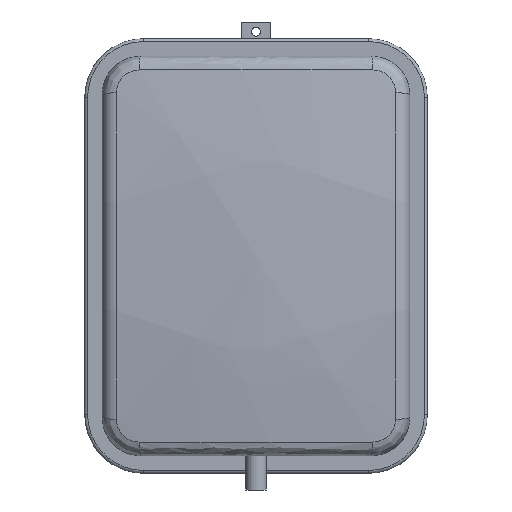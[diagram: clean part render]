
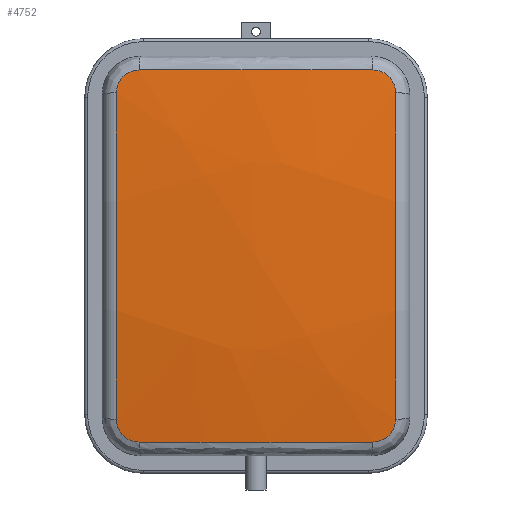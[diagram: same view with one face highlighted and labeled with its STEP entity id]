
A CAD part, front view. The second image highlights one B-rep face of the part: STEP entity #4752.
In plain terms, the highlighted free-form (B-spline) face has degree [2, 2] with [3, 3] control points.
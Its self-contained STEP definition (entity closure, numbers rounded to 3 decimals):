
#45=B_SPLINE_CURVE_WITH_KNOTS('',3,(#8865,#8866,#8867,#8868,#8869,#8870,
#8871,#8872,#8873,#8874),.UNSPECIFIED.,.F.,.F.,(4,1,1,1,1,1,1,4),(0.,
0.517,1.034,1.551,2.068,2.585,
3.102,3.619),.UNSPECIFIED.);
#46=B_SPLINE_CURVE_WITH_KNOTS('',3,(#8922,#8923,#8924,#8925,#8926),
 .UNSPECIFIED.,.F.,.F.,(4,1,4),(0.,10.126,23.626),
 .UNSPECIFIED.);
#47=B_SPLINE_CURVE_WITH_KNOTS('',3,(#9029,#9030,#9031,#9032,#9033,#9034,
#9035,#9036,#9037,#9038),.UNSPECIFIED.,.F.,.F.,(4,1,1,1,1,1,1,4),(0.,0.517,
1.034,1.551,2.068,2.585,3.102,
3.619),.UNSPECIFIED.);
#48=B_SPLINE_CURVE_WITH_KNOTS('',3,(#9145,#9146,#9147,#9148,#9149,#9150,
#9151,#9152,#9153,#9154),.UNSPECIFIED.,.F.,.F.,(4,1,1,1,1,1,1,4),(0.,0.517,
1.034,1.551,2.068,2.585,3.102,
3.619),.UNSPECIFIED.);
#49=B_SPLINE_CURVE_WITH_KNOTS('',3,(#9202,#9203,#9204,#9205,#9206),
 .UNSPECIFIED.,.F.,.F.,(4,1,4),(0.,13.501,23.626),
 .UNSPECIFIED.);
#50=B_SPLINE_CURVE_WITH_KNOTS('',3,(#9307,#9308,#9309,#9310,#9311,#9312,
#9313,#9314,#9315,#9316),.UNSPECIFIED.,.F.,.F.,(4,1,1,1,1,1,1,4),(0.,0.517,
1.034,1.551,2.068,2.585,3.102,
3.619),.UNSPECIFIED.);
#71=(
BOUNDED_SURFACE()
B_SPLINE_SURFACE(2,2,((#9317,#9318,#9319),(#9320,#9321,#9322),(#9323,#9324,
#9325)),.UNSPECIFIED.,.F.,.F.,.F.)
B_SPLINE_SURFACE_WITH_KNOTS((3,3),(3,3),(-0.097,0.097),
(-0.126,0.126),.UNSPECIFIED.)
GEOMETRIC_REPRESENTATION_ITEM()
RATIONAL_B_SPLINE_SURFACE(((1.,0.992,1.),(0.995,
0.987,0.995),(1.,0.992,1.)))
REPRESENTATION_ITEM('')
SURFACE()
);
#545=FACE_OUTER_BOUND('',#851,.T.);
#851=EDGE_LOOP('',(#4354,#4355,#4356,#4357,#4358,#4359,#4360,#4361));
#1887=CIRCLE('',#5273,1509.094);
#1893=CIRCLE('',#5280,1509.094);
#2336=VERTEX_POINT('',#8758);
#2337=VERTEX_POINT('',#8760);
#2338=VERTEX_POINT('',#8863);
#2339=VERTEX_POINT('',#8920);
#2340=VERTEX_POINT('',#9027);
#2341=VERTEX_POINT('',#9040);
#2342=VERTEX_POINT('',#9143);
#2343=VERTEX_POINT('',#9200);
#3003=EDGE_CURVE('',#2336,#2337,#1887,.T.);
#3006=EDGE_CURVE('',#2337,#2338,#45,.T.);
#3008=EDGE_CURVE('',#2338,#2339,#46,.T.);
#3010=EDGE_CURVE('',#2339,#2340,#47,.T.);
#3012=EDGE_CURVE('',#2340,#2341,#1893,.T.);
#3014=EDGE_CURVE('',#2341,#2342,#48,.T.);
#3016=EDGE_CURVE('',#2342,#2343,#49,.T.);
#3017=EDGE_CURVE('',#2343,#2336,#50,.T.);
#4354=ORIENTED_EDGE('',*,*,#3003,.F.);
#4355=ORIENTED_EDGE('',*,*,#3017,.F.);
#4356=ORIENTED_EDGE('',*,*,#3016,.F.);
#4357=ORIENTED_EDGE('',*,*,#3014,.F.);
#4358=ORIENTED_EDGE('',*,*,#3012,.F.);
#4359=ORIENTED_EDGE('',*,*,#3010,.F.);
#4360=ORIENTED_EDGE('',*,*,#3008,.F.);
#4361=ORIENTED_EDGE('',*,*,#3006,.F.);
#4752=ADVANCED_FACE('',(#545),#71,.F.);
#5273=AXIS2_PLACEMENT_3D('',#8761,#6685,#6686);
#5280=AXIS2_PLACEMENT_3D('',#9042,#6699,#6700);
#6685=DIRECTION('center_axis',(1.,0.,0.));
#6686=DIRECTION('ref_axis',(0.,-1.,0.));
#6699=DIRECTION('center_axis',(-1.,0.,0.));
#6700=DIRECTION('ref_axis',(0.,-1.,0.));
#8758=CARTESIAN_POINT('',(142.547,-43.852,405.76));
#8760=CARTESIAN_POINT('',(142.547,-43.852,72.24));
#8761=CARTESIAN_POINT('Origin',(142.547,1456.,239.));
#8863=CARTESIAN_POINT('',(119.294,-43.174,48.995));
#8865=CARTESIAN_POINT('Ctrl Pts',(142.547,-43.852,72.24));
#8866=CARTESIAN_POINT('Ctrl Pts',(142.547,-43.659,70.509));
#8867=CARTESIAN_POINT('Ctrl Pts',(142.158,-43.306,67.043));
#8868=CARTESIAN_POINT('Ctrl Pts',(140.431,-42.897,62.092));
#8869=CARTESIAN_POINT('Ctrl Pts',(137.641,-42.631,57.641));
#8870=CARTESIAN_POINT('Ctrl Pts',(133.924,-42.523,53.92));
#8871=CARTESIAN_POINT('Ctrl Pts',(129.47,-42.577,51.12));
#8872=CARTESIAN_POINT('Ctrl Pts',(124.508,-42.791,49.386));
#8873=CARTESIAN_POINT('Ctrl Pts',(121.031,-43.032,48.995));
#8874=CARTESIAN_POINT('Ctrl Pts',(119.294,-43.174,48.995));
#8920=CARTESIAN_POINT('',(-119.294,-43.174,48.995));
#8922=CARTESIAN_POINT('Ctrl Pts',(119.294,-43.174,48.995));
#8923=CARTESIAN_POINT('Ctrl Pts',(85.286,-45.956,48.995));
#8924=CARTESIAN_POINT('Ctrl Pts',(5.706,-49.672,48.995));
#8925=CARTESIAN_POINT('Ctrl Pts',(-73.95,-46.884,48.995));
#8926=CARTESIAN_POINT('Ctrl Pts',(-119.294,-43.174,48.995));
#9027=CARTESIAN_POINT('',(-142.547,-43.852,72.24));
#9029=CARTESIAN_POINT('Ctrl Pts',(-119.294,-43.174,48.995));
#9030=CARTESIAN_POINT('Ctrl Pts',(-121.031,-43.032,48.995));
#9031=CARTESIAN_POINT('Ctrl Pts',(-124.508,-42.791,49.386));
#9032=CARTESIAN_POINT('Ctrl Pts',(-129.47,-42.577,51.12));
#9033=CARTESIAN_POINT('Ctrl Pts',(-133.924,-42.523,53.92));
#9034=CARTESIAN_POINT('Ctrl Pts',(-137.641,-42.631,57.641));
#9035=CARTESIAN_POINT('Ctrl Pts',(-140.432,-42.897,62.092));
#9036=CARTESIAN_POINT('Ctrl Pts',(-142.158,-43.306,67.043));
#9037=CARTESIAN_POINT('Ctrl Pts',(-142.547,-43.659,70.509));
#9038=CARTESIAN_POINT('Ctrl Pts',(-142.547,-43.852,72.24));
#9040=CARTESIAN_POINT('',(-142.547,-43.852,405.76));
#9042=CARTESIAN_POINT('Origin',(-142.547,1456.,239.));
#9143=CARTESIAN_POINT('',(-119.294,-43.174,429.005));
#9145=CARTESIAN_POINT('Ctrl Pts',(-142.547,-43.852,405.76));
#9146=CARTESIAN_POINT('Ctrl Pts',(-142.547,-43.659,407.491));
#9147=CARTESIAN_POINT('Ctrl Pts',(-142.158,-43.306,410.957));
#9148=CARTESIAN_POINT('Ctrl Pts',(-140.432,-42.897,415.908));
#9149=CARTESIAN_POINT('Ctrl Pts',(-137.64,-42.631,420.359));
#9150=CARTESIAN_POINT('Ctrl Pts',(-133.924,-42.523,424.08));
#9151=CARTESIAN_POINT('Ctrl Pts',(-129.47,-42.577,426.88));
#9152=CARTESIAN_POINT('Ctrl Pts',(-124.508,-42.791,428.615));
#9153=CARTESIAN_POINT('Ctrl Pts',(-121.031,-43.032,429.005));
#9154=CARTESIAN_POINT('Ctrl Pts',(-119.294,-43.174,429.005));
#9200=CARTESIAN_POINT('',(119.294,-43.174,429.005));
#9202=CARTESIAN_POINT('Ctrl Pts',(-119.294,-43.174,429.005));
#9203=CARTESIAN_POINT('Ctrl Pts',(-73.95,-46.884,429.005));
#9204=CARTESIAN_POINT('Ctrl Pts',(5.706,-49.672,429.005));
#9205=CARTESIAN_POINT('Ctrl Pts',(85.286,-45.956,429.005));
#9206=CARTESIAN_POINT('Ctrl Pts',(119.294,-43.174,429.005));
#9307=CARTESIAN_POINT('Ctrl Pts',(119.294,-43.174,429.005));
#9308=CARTESIAN_POINT('Ctrl Pts',(121.031,-43.032,429.005));
#9309=CARTESIAN_POINT('Ctrl Pts',(124.508,-42.791,428.614));
#9310=CARTESIAN_POINT('Ctrl Pts',(129.47,-42.577,426.879));
#9311=CARTESIAN_POINT('Ctrl Pts',(133.925,-42.523,424.08));
#9312=CARTESIAN_POINT('Ctrl Pts',(137.641,-42.631,420.359));
#9313=CARTESIAN_POINT('Ctrl Pts',(140.432,-42.897,415.908));
#9314=CARTESIAN_POINT('Ctrl Pts',(142.158,-43.306,410.957));
#9315=CARTESIAN_POINT('Ctrl Pts',(142.547,-43.659,407.491));
#9316=CARTESIAN_POINT('Ctrl Pts',(142.547,-43.852,405.76));
#9317=CARTESIAN_POINT('Ctrl Pts',(-142.547,-41.116,428.761));
#9318=CARTESIAN_POINT('Ctrl Pts',(-142.547,-65.168,239.));
#9319=CARTESIAN_POINT('Ctrl Pts',(-142.547,-41.116,49.239));
#9320=CARTESIAN_POINT('Ctrl Pts',(0.,-54.85,
430.502));
#9321=CARTESIAN_POINT('Ctrl Pts',(0.,-79.123,
239.));
#9322=CARTESIAN_POINT('Ctrl Pts',(0.,-54.85,
47.498));
#9323=CARTESIAN_POINT('Ctrl Pts',(142.547,-41.116,428.761));
#9324=CARTESIAN_POINT('Ctrl Pts',(142.547,-65.168,239.));
#9325=CARTESIAN_POINT('Ctrl Pts',(142.547,-41.116,49.239));
